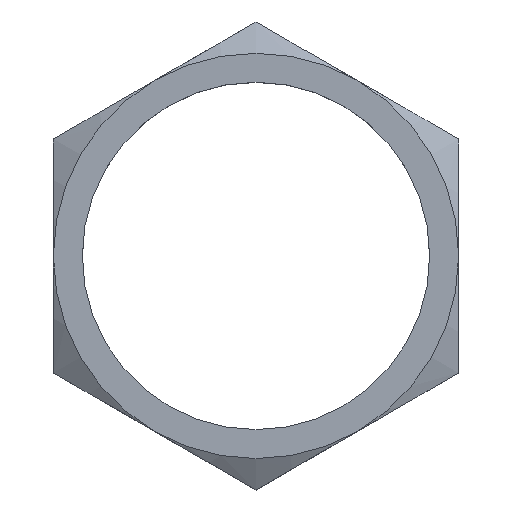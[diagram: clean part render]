
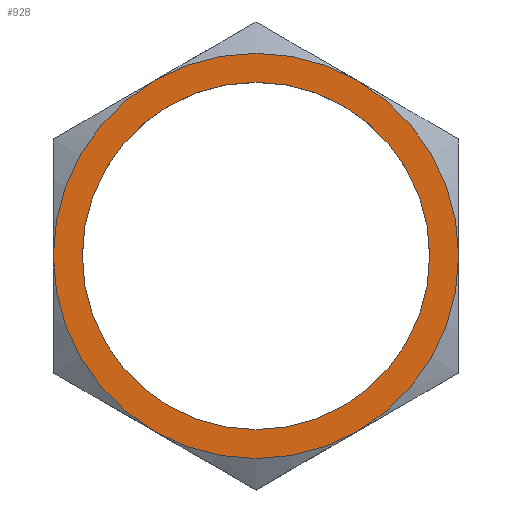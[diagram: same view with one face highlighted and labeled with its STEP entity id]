
A CAD part, top view. The second image highlights one B-rep face of the part: STEP entity #928.
In plain terms, the highlighted planar face has unit normal (0, 0, 1).
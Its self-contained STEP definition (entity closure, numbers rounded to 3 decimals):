
#70=CARTESIAN_POINT('',(-6.,0.,22.43));
#71=VERTEX_POINT('',#70);
#80=CARTESIAN_POINT('',(6.,0.,22.43));
#81=VERTEX_POINT('',#80);
#82=CARTESIAN_POINT('',(0.,0.,22.43));
#83=DIRECTION('',(0.0,0.0,-1.0));
#84=DIRECTION('',(-1.0,0.0,0.0));
#85=AXIS2_PLACEMENT_3D('',#82,#83,#84);
#86=CIRCLE('',#85,6.0);
#87=EDGE_CURVE('',#81,#71,#86,.T.);
#114=CARTESIAN_POINT('',(3.5,-6.062,22.43));
#115=VERTEX_POINT('',#114);
#129=CARTESIAN_POINT('',(7.,0.,22.43));
#130=VERTEX_POINT('',#129);
#144=CARTESIAN_POINT('',(0.,0.,22.43));
#145=DIRECTION('',(0.,0.,1.0));
#146=DIRECTION('',(0.866,0.5,0.));
#147=AXIS2_PLACEMENT_3D('',#144,#145,#146);
#148=CIRCLE('',#147,7.);
#149=EDGE_CURVE('',#115,#130,#148,.T.);
#159=CARTESIAN_POINT('',(3.5,6.062,22.43));
#160=VERTEX_POINT('',#159);
#176=CARTESIAN_POINT('',(0.,0.,22.43));
#177=DIRECTION('',(0.,0.,1.0));
#178=DIRECTION('',(0.866,0.5,0.));
#179=AXIS2_PLACEMENT_3D('',#176,#177,#178);
#180=CIRCLE('',#179,7.);
#181=EDGE_CURVE('',#130,#160,#180,.T.);
#206=CARTESIAN_POINT('',(-3.5,-6.062,22.43));
#207=VERTEX_POINT('',#206);
#234=CARTESIAN_POINT('',(0.,0.,22.43));
#235=DIRECTION('',(0.,0.,1.0));
#236=DIRECTION('',(0.866,0.5,0.));
#237=AXIS2_PLACEMENT_3D('',#234,#235,#236);
#238=CIRCLE('',#237,7.);
#239=EDGE_CURVE('',#207,#115,#238,.T.);
#251=CARTESIAN_POINT('',(-7.,0.,22.43));
#252=VERTEX_POINT('',#251);
#279=CARTESIAN_POINT('',(0.,0.,22.43));
#280=DIRECTION('',(0.,0.,1.0));
#281=DIRECTION('',(0.866,0.5,0.));
#282=AXIS2_PLACEMENT_3D('',#279,#280,#281);
#283=CIRCLE('',#282,7.);
#284=EDGE_CURVE('',#252,#207,#283,.T.);
#294=CARTESIAN_POINT('',(-3.5,6.062,22.43));
#295=VERTEX_POINT('',#294);
#311=CARTESIAN_POINT('',(0.,0.,22.43));
#312=DIRECTION('',(0.,0.,1.0));
#313=DIRECTION('',(0.866,0.5,0.));
#314=AXIS2_PLACEMENT_3D('',#311,#312,#313);
#315=CIRCLE('',#314,7.);
#316=EDGE_CURVE('',#160,#295,#315,.T.);
#354=CARTESIAN_POINT('',(0.,0.,22.43));
#355=DIRECTION('',(0.,0.,1.0));
#356=DIRECTION('',(0.866,0.5,0.));
#357=AXIS2_PLACEMENT_3D('',#354,#355,#356);
#358=CIRCLE('',#357,7.);
#359=EDGE_CURVE('',#295,#252,#358,.T.);
#849=CARTESIAN_POINT('',(0.,0.,22.43));
#850=DIRECTION('',(0.0,0.0,-1.0));
#851=DIRECTION('',(-1.0,0.0,0.0));
#852=AXIS2_PLACEMENT_3D('',#849,#850,#851);
#853=CIRCLE('',#852,6.0);
#854=EDGE_CURVE('',#71,#81,#853,.T.);
#911=CARTESIAN_POINT('',(0.,0.,22.43));
#912=DIRECTION('',(0.0,0.0,-1.0));
#913=DIRECTION('',(0.0,-1.0,0.0));
#914=AXIS2_PLACEMENT_3D('',#911,#912,#913);
#915=PLANE('',#914);
#916=ORIENTED_EDGE('',*,*,#181,.T.);
#917=ORIENTED_EDGE('',*,*,#316,.T.);
#918=ORIENTED_EDGE('',*,*,#359,.T.);
#919=ORIENTED_EDGE('',*,*,#284,.T.);
#920=ORIENTED_EDGE('',*,*,#239,.T.);
#921=ORIENTED_EDGE('',*,*,#149,.T.);
#922=EDGE_LOOP('',(#916,#917,#918,#919,#920,#921));
#923=FACE_OUTER_BOUND('',#922,.T.);
#924=ORIENTED_EDGE('',*,*,#854,.T.);
#925=ORIENTED_EDGE('',*,*,#87,.T.);
#926=EDGE_LOOP('',(#924,#925));
#927=FACE_BOUND('',#926,.T.);
#928=ADVANCED_FACE('',(#923,#927),#915,.F.);
